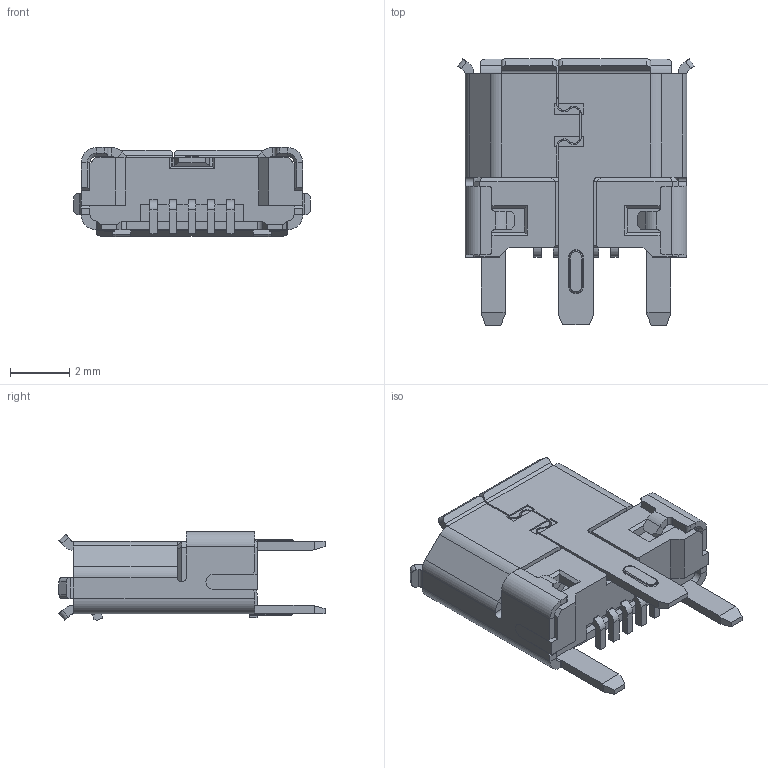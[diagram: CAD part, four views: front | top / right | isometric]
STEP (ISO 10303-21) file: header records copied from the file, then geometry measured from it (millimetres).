
FILE_DESCRIPTION (( 'STEP AP214' ), '1' );
FILE_NAME ('105133-0001.STEP', '2020-03-14T03:14:42', ( '' ), ( '' ), 'SwSTEP 2.0', 'SolidWorks 2017', '' );
FILE_SCHEMA (( 'AUTOMOTIVE_DESIGN' ));
Length unit declared in the file: millimetre
Products named in the file (1): 105133-0001
Bounding box: 8 x 9 x 3.02 mm (x, y, z)
Volume: 68.7 mm3; surface area: 365.1 mm2
Topology: 12 solids, 12 shells, 581 faces, 1476 edges, 918 vertices
Faces by surface type: plane 407, cylinder 144, cone 14, torus 12, sphere 4
Entity records: 17343 total; most frequent: CARTESIAN_POINT 3038, ORIENTED_EDGE 2944, DIRECTION 2938, EDGE_CURVE 1472, LINE 1142, VECTOR 1142, VERTEX_POINT 918, AXIS2_PLACEMENT_3D 898
